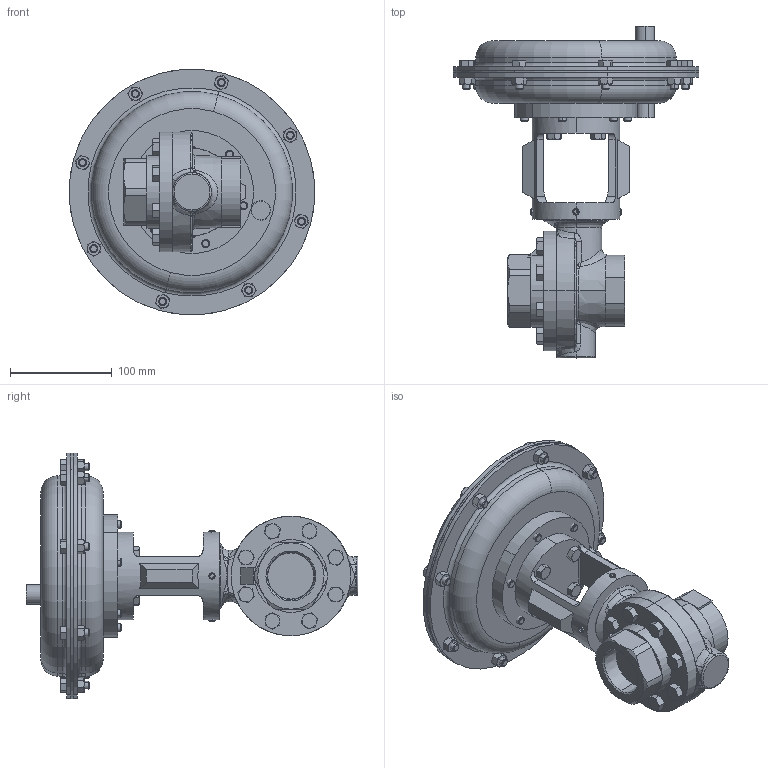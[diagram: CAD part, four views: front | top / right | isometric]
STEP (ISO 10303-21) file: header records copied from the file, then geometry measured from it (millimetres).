
FILE_DESCRIPTION (( 'STEP AP203' ), '1' );
FILE_NAME ('70-150-DI+BR-PT-35M.STEP', '2017-08-31T17:01:42', ( '' ), ( '' ), 'SwSTEP 2.0', 'SolidWorks 2014', '' );
FILE_SCHEMA (( 'CONFIG_CONTROL_DESIGN' ));
Length unit declared in the file: inch
Products named in the file (1): 70-150-DI+BR-PT-35M
Bounding box: 240.92 x 325.67 x 240.92 mm (x, y, z)
Volume: 3592235.2 mm3; surface area: 504489.5 mm2
Topology: 47 solids, 47 shells, 933 faces, 2020 edges, 1204 vertices
Faces by surface type: plane 406, cone 356, cylinder 123, bspline 27, torus 21
Entity records: 29088 total; most frequent: CARTESIAN_POINT 9783, ORIENTED_EDGE 4012, DIRECTION 3837, EDGE_CURVE 2006, AXIS2_PLACEMENT_3D 1545, VERTEX_POINT 1204, EDGE_LOOP 972, ADVANCED_FACE 933
